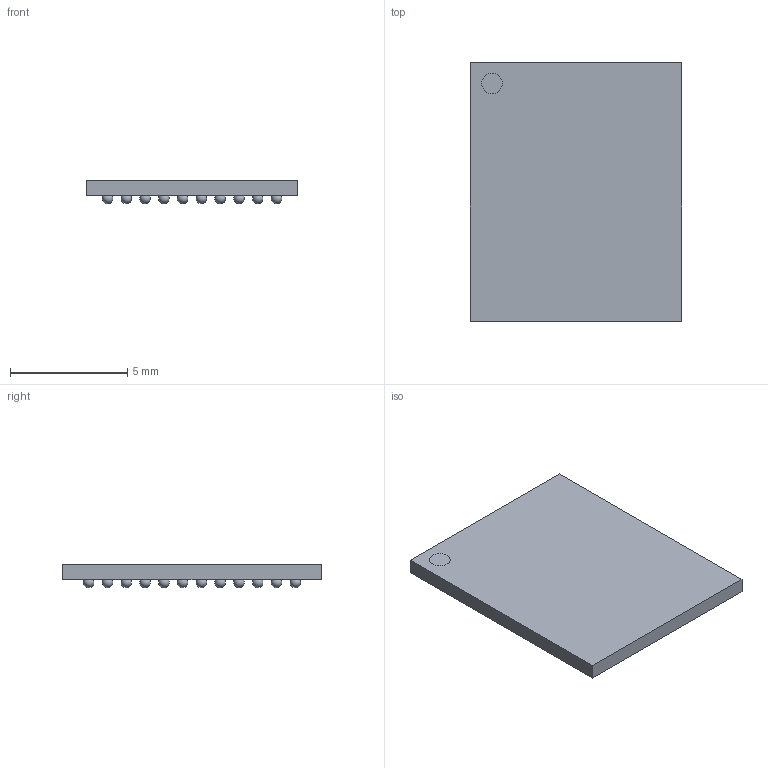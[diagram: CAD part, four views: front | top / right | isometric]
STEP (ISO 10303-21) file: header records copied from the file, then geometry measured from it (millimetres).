
FILE_DESCRIPTION(('FreeCAD Model'),'2;1');
FILE_NAME('Open CASCADE Shape Model','2022-01-14T14:38:52',( 'kicad StepUp'),('ksu MCAD'),'Open CASCADE STEP processor 7.5', 'FreeCAD','Unknown');
FILE_SCHEMA(('AUTOMOTIVE_DESIGN { 1 0 10303 214 1 1 1 1 }'));
Length unit declared in the file: millimetre
Products named in the file (62): VFBGA-63_11x9x0.8P; VFBGA-63_11x9x0.8P v2; VFBGA-63_11x9x0.8P v003; VFBGA-63_11x9x0.8P v004; VFBGA-63_11x9x0.8P v005; VFBGA-63_11x9x0.8P v006; VFBGA-63_11x9x0.8P v007; VFBGA-63_11x9x0.8P v008; VFBGA-63_11x9x0.8P v009; VFBGA-63_11x9x0.8P v010; VFBGA-63_11x9x0.8P v011; VFBGA-63_11x9x0.8P v012; VFBGA-63_11x9x0.8P v013; VFBGA-63_11x9x0.8P v014; VFBGA-63_11x9x0.8P v015; VFBGA-63_11x9x0.8P v016; VFBGA-63_11x9x0.8P v017; VFBGA-63_11x9x0.8P v018; VFBGA-63_11x9x0.8P v019; VFBGA-63_11x9x0.8P v020; VFBGA-63_11x9x0.8P v021; VFBGA-63_11x9x0.8P v022; VFBGA-63_11x9x0.8P v023; VFBGA-63_11x9x0.8P v024; VFBGA-63_11x9x0.8P v025; VFBGA-63_11x9x0.8P v026; VFBGA-63_11x9x0.8P v027; VFBGA-63_11x9x0.8P v028; VFBGA-63_11x9x0.8P v029; VFBGA-63_11x9x0.8P v030; VFBGA-63_11x9x0.8P v031; VFBGA-63_11x9x0.8P v032; VFBGA-63_11x9x0.8P v033; VFBGA-63_11x9x0.8P v034; VFBGA-63_11x9x0.8P v035; VFBGA-63_11x9x0.8P v036; VFBGA-63_11x9x0.8P v037; VFBGA-63_11x9x0.8P v038; VFBGA-63_11x9x0.8P v039; VFBGA-63_11x9x0.8P v040 ...
Assembly tree (61 placements, depth 2):
  VFBGA-63_11x9x0.8P
    VFBGA-63_11x9x0.8P v2
    VFBGA-63_11x9x0.8P v003
    VFBGA-63_11x9x0.8P v004
    VFBGA-63_11x9x0.8P v005
    VFBGA-63_11x9x0.8P v006
    VFBGA-63_11x9x0.8P v007
    VFBGA-63_11x9x0.8P v008
    VFBGA-63_11x9x0.8P v009
    VFBGA-63_11x9x0.8P v010
    VFBGA-63_11x9x0.8P v011
    VFBGA-63_11x9x0.8P v012
    VFBGA-63_11x9x0.8P v013
    VFBGA-63_11x9x0.8P v014
    VFBGA-63_11x9x0.8P v015
    VFBGA-63_11x9x0.8P v016
    VFBGA-63_11x9x0.8P v017
    VFBGA-63_11x9x0.8P v018
    VFBGA-63_11x9x0.8P v019
    VFBGA-63_11x9x0.8P v020
    VFBGA-63_11x9x0.8P v021
    VFBGA-63_11x9x0.8P v022
    VFBGA-63_11x9x0.8P v023
    VFBGA-63_11x9x0.8P v024
    VFBGA-63_11x9x0.8P v025
    VFBGA-63_11x9x0.8P v026
    VFBGA-63_11x9x0.8P v027
    VFBGA-63_11x9x0.8P v028
    VFBGA-63_11x9x0.8P v029
    VFBGA-63_11x9x0.8P v030
    VFBGA-63_11x9x0.8P v031
    VFBGA-63_11x9x0.8P v032
    VFBGA-63_11x9x0.8P v033
    VFBGA-63_11x9x0.8P v034
    VFBGA-63_11x9x0.8P v035
    VFBGA-63_11x9x0.8P v036
    VFBGA-63_11x9x0.8P v037
    VFBGA-63_11x9x0.8P v038
    VFBGA-63_11x9x0.8P v039
    VFBGA-63_11x9x0.8P v040
    VFBGA-63_11x9x0.8P v041
    VFBGA-63_11x9x0.8P v042
    VFBGA-63_11x9x0.8P v043
    VFBGA-63_11x9x0.8P v044
    VFBGA-63_11x9x0.8P v045
    VFBGA-63_11x9x0.8P v046
    VFBGA-63_11x9x0.8P v047
    VFBGA-63_11x9x0.8P v048
    VFBGA-63_11x9x0.8P v049
    VFBGA-63_11x9x0.8P v050
    VFBGA-63_11x9x0.8P v051
    VFBGA-63_11x9x0.8P v052
    VFBGA-63_11x9x0.8P v053
    VFBGA-63_11x9x0.8P v054
    VFBGA-63_11x9x0.8P v055
    VFBGA-63_11x9x0.8P v056
    VFBGA-63_11x9x0.8P v057
    VFBGA-63_11x9x0.8P v058
    VFBGA-63_11x9x0.8P v059
    VFBGA-63_11x9x0.8P v060
Bounding box: 9 x 11 x 1 mm (x, y, z)
Volume: 67 mm3; surface area: 263 mm2
Topology: 61 solids, 61 shells, 133 faces, 207 edges, 138 vertices
Faces by surface type: plane 68, sphere 63, cylinder 2
Full cylindrical faces by diameter (mm): 0.875 x2
Entity records: 10472 total; most frequent: CARTESIAN_POINT 5337, DIRECTION 757, AXIS2_PLACEMENT_3D 325, ORIENTED_EDGE 288, PCURVE 288, DEFINITIONAL_REPRESENTATION 288, CIRCLE 191, B_SPLINE_CURVE_WITH_KNOTS 189
